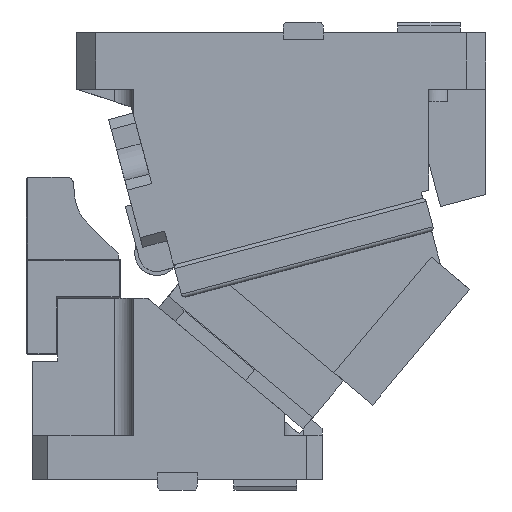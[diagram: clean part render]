
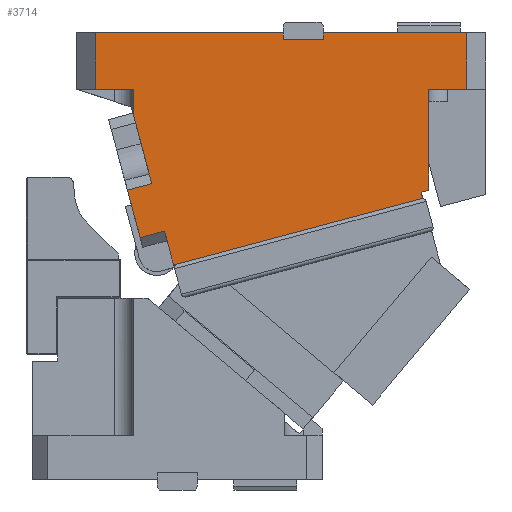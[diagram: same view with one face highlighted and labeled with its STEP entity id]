
A CAD part, front view. The second image highlights one B-rep face of the part: STEP entity #3714.
In plain terms, the highlighted planar face has unit normal (0, -1, 0).
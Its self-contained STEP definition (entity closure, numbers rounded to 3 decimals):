
#1808=CARTESIAN_POINT('Vertex',(310.038,-60.,223.353)) ;
#1811=CARTESIAN_POINT('Line Origine',(307.623,-60.,222.706)) ;
#1815=CARTESIAN_POINT('Vertex',(305.208,-60.,222.059)) ;
#1818=CARTESIAN_POINT('Line Origine',(208.615,-60.,196.177)) ;
#1822=CARTESIAN_POINT('Vertex',(112.023,-60.,170.295)) ;
#1887=CARTESIAN_POINT('Vertex',(308.743,-60.,228.183)) ;
#1890=CARTESIAN_POINT('Line Origine',(309.391,-60.,225.768)) ;
#1911=CARTESIAN_POINT('Vertex',(315.,-60.,229.859)) ;
#1914=CARTESIAN_POINT('Line Origine',(311.872,-60.,229.021)) ;
#1942=CARTESIAN_POINT('Vertex',(315.,-60.,310.)) ;
#1945=CARTESIAN_POINT('Line Origine',(315.,-60.,269.93)) ;
#3269=CARTESIAN_POINT('Vertex',(345.,-60.,310.)) ;
#3272=CARTESIAN_POINT('Line Origine',(330.,-60.,310.)) ;
#3575=CARTESIAN_POINT('Axis2P3D Location',(269.977,-60.,287.156)) ;
#3580=CARTESIAN_POINT('Line Origine',(105.164,-60.,195.892)) ;
#3584=CARTESIAN_POINT('Vertex',(105.552,-60.,194.443)) ;
#3586=CARTESIAN_POINT('Vertex',(104.776,-60.,197.341)) ;
#3589=CARTESIAN_POINT('Line Origine',(108.788,-60.,182.369)) ;
#3594=CARTESIAN_POINT('Line Origine',(345.,-60.,332.5)) ;
#3598=CARTESIAN_POINT('Vertex',(345.,-60.,355.)) ;
#3601=CARTESIAN_POINT('Line Origine',(288.,-60.,355.)) ;
#3605=CARTESIAN_POINT('Vertex',(231.,-60.,355.)) ;
#3608=CARTESIAN_POINT('Line Origine',(231.,-60.,352.25)) ;
#3612=CARTESIAN_POINT('Vertex',(231.,-60.,349.5)) ;
#3615=CARTESIAN_POINT('Line Origine',(215.,-60.,349.5)) ;
#3619=CARTESIAN_POINT('Vertex',(199.,-60.,349.5)) ;
#3622=CARTESIAN_POINT('Line Origine',(199.,-60.,352.25)) ;
#3626=CARTESIAN_POINT('Vertex',(199.,-60.,355.)) ;
#3629=CARTESIAN_POINT('Line Origine',(124.5,-60.,355.)) ;
#3633=CARTESIAN_POINT('Vertex',(50.,-60.,355.)) ;
#3636=CARTESIAN_POINT('Line Origine',(50.,-60.,332.5)) ;
#3640=CARTESIAN_POINT('Vertex',(50.,-60.,310.)) ;
#3643=CARTESIAN_POINT('Line Origine',(65.,-60.,310.)) ;
#3647=CARTESIAN_POINT('Vertex',(80.,-60.,310.)) ;
#3650=CARTESIAN_POINT('Line Origine',(80.,-60.,299.903)) ;
#3654=CARTESIAN_POINT('Vertex',(80.,-60.,289.806)) ;
#3657=CARTESIAN_POINT('Line Origine',(86.306,-60.,266.273)) ;
#3661=CARTESIAN_POINT('Vertex',(92.611,-60.,242.74)) ;
#3664=CARTESIAN_POINT('Line Origine',(93.647,-60.,238.876)) ;
#3668=CARTESIAN_POINT('Vertex',(94.682,-60.,235.012)) ;
#3671=CARTESIAN_POINT('Line Origine',(85.024,-60.,232.424)) ;
#3675=CARTESIAN_POINT('Vertex',(75.365,-60.,229.836)) ;
#3678=CARTESIAN_POINT('Line Origine',(80.412,-60.,211.)) ;
#3682=CARTESIAN_POINT('Vertex',(85.459,-60.,192.165)) ;
#3685=CARTESIAN_POINT('Line Origine',(95.118,-60.,194.753)) ;
#1812=DIRECTION('Vector Direction',(-0.966,0.,-0.259)) ;
#1819=DIRECTION('Vector Direction',(0.966,0.,0.259)) ;
#1891=DIRECTION('Vector Direction',(0.259,0.,-0.966)) ;
#1915=DIRECTION('Vector Direction',(-0.966,0.,-0.259)) ;
#1946=DIRECTION('Vector Direction',(0.,0.,1.)) ;
#3273=DIRECTION('Vector Direction',(1.,0.,0.)) ;
#3576=DIRECTION('Axis2P3D Direction',(0.,-1.,0.)) ;
#3577=DIRECTION('Axis2P3D XDirection',(1.,0.,0.)) ;
#3581=DIRECTION('Vector Direction',(-0.259,0.,0.966)) ;
#3590=DIRECTION('Vector Direction',(-0.259,0.,0.966)) ;
#3595=DIRECTION('Vector Direction',(0.,0.,1.)) ;
#3602=DIRECTION('Vector Direction',(1.,0.,0.)) ;
#3609=DIRECTION('Vector Direction',(0.,0.,1.)) ;
#3616=DIRECTION('Vector Direction',(-1.,0.,0.)) ;
#3623=DIRECTION('Vector Direction',(0.,0.,1.)) ;
#3630=DIRECTION('Vector Direction',(1.,0.,0.)) ;
#3637=DIRECTION('Vector Direction',(0.,0.,-1.)) ;
#3644=DIRECTION('Vector Direction',(-1.,0.,0.)) ;
#3651=DIRECTION('Vector Direction',(0.,0.,1.)) ;
#3658=DIRECTION('Vector Direction',(-0.259,0.,0.966)) ;
#3665=DIRECTION('Vector Direction',(-0.259,0.,0.966)) ;
#3672=DIRECTION('Vector Direction',(-0.966,0.,-0.259)) ;
#3679=DIRECTION('Vector Direction',(0.259,0.,-0.966)) ;
#3686=DIRECTION('Vector Direction',(0.966,0.,0.259)) ;
#3578=AXIS2_PLACEMENT_3D('Plane Axis2P3D',#3575,#3576,#3577) ;
#3691=ORIENTED_EDGE('',*,*,#3588,.F.) ;
#3692=ORIENTED_EDGE('',*,*,#3593,.F.) ;
#3693=ORIENTED_EDGE('',*,*,#1824,.T.) ;
#3694=ORIENTED_EDGE('',*,*,#1817,.F.) ;
#3695=ORIENTED_EDGE('',*,*,#1894,.F.) ;
#3696=ORIENTED_EDGE('',*,*,#1918,.F.) ;
#3697=ORIENTED_EDGE('',*,*,#1949,.T.) ;
#3698=ORIENTED_EDGE('',*,*,#3276,.T.) ;
#3699=ORIENTED_EDGE('',*,*,#3600,.T.) ;
#3700=ORIENTED_EDGE('',*,*,#3607,.F.) ;
#3701=ORIENTED_EDGE('',*,*,#3614,.F.) ;
#3702=ORIENTED_EDGE('',*,*,#3621,.T.) ;
#3703=ORIENTED_EDGE('',*,*,#3628,.T.) ;
#3704=ORIENTED_EDGE('',*,*,#3635,.F.) ;
#3705=ORIENTED_EDGE('',*,*,#3642,.F.) ;
#3706=ORIENTED_EDGE('',*,*,#3649,.F.) ;
#3707=ORIENTED_EDGE('',*,*,#3656,.F.) ;
#3708=ORIENTED_EDGE('',*,*,#3663,.F.) ;
#3709=ORIENTED_EDGE('',*,*,#3670,.F.) ;
#3710=ORIENTED_EDGE('',*,*,#3677,.F.) ;
#3711=ORIENTED_EDGE('',*,*,#3684,.T.) ;
#3712=ORIENTED_EDGE('',*,*,#3689,.F.) ;
#1813=VECTOR('Line Direction',#1812,1.) ;
#1820=VECTOR('Line Direction',#1819,1.) ;
#1892=VECTOR('Line Direction',#1891,1.) ;
#1916=VECTOR('Line Direction',#1915,1.) ;
#1947=VECTOR('Line Direction',#1946,1.) ;
#3274=VECTOR('Line Direction',#3273,1.) ;
#3582=VECTOR('Line Direction',#3581,1.) ;
#3591=VECTOR('Line Direction',#3590,1.) ;
#3596=VECTOR('Line Direction',#3595,1.) ;
#3603=VECTOR('Line Direction',#3602,1.) ;
#3610=VECTOR('Line Direction',#3609,1.) ;
#3617=VECTOR('Line Direction',#3616,1.) ;
#3624=VECTOR('Line Direction',#3623,1.) ;
#3631=VECTOR('Line Direction',#3630,1.) ;
#3638=VECTOR('Line Direction',#3637,1.) ;
#3645=VECTOR('Line Direction',#3644,1.) ;
#3652=VECTOR('Line Direction',#3651,1.) ;
#3659=VECTOR('Line Direction',#3658,1.) ;
#3666=VECTOR('Line Direction',#3665,1.) ;
#3673=VECTOR('Line Direction',#3672,1.) ;
#3680=VECTOR('Line Direction',#3679,1.) ;
#3687=VECTOR('Line Direction',#3686,1.) ;
#3714=ADVANCED_FACE('CAM HOLDER',(#3713),#3579,.T.) ;
#1817=EDGE_CURVE('',#1809,#1816,#1814,.T.) ;
#1824=EDGE_CURVE('',#1823,#1816,#1821,.T.) ;
#1894=EDGE_CURVE('',#1888,#1809,#1893,.T.) ;
#1918=EDGE_CURVE('',#1912,#1888,#1917,.T.) ;
#1949=EDGE_CURVE('',#1912,#1943,#1948,.T.) ;
#3276=EDGE_CURVE('',#1943,#3270,#3275,.T.) ;
#3588=EDGE_CURVE('',#3585,#3587,#3583,.T.) ;
#3593=EDGE_CURVE('',#1823,#3585,#3592,.T.) ;
#3600=EDGE_CURVE('',#3270,#3599,#3597,.T.) ;
#3607=EDGE_CURVE('',#3606,#3599,#3604,.T.) ;
#3614=EDGE_CURVE('',#3613,#3606,#3611,.T.) ;
#3621=EDGE_CURVE('',#3613,#3620,#3618,.T.) ;
#3628=EDGE_CURVE('',#3620,#3627,#3625,.T.) ;
#3635=EDGE_CURVE('',#3634,#3627,#3632,.T.) ;
#3642=EDGE_CURVE('',#3641,#3634,#3639,.F.) ;
#3649=EDGE_CURVE('',#3648,#3641,#3646,.T.) ;
#3656=EDGE_CURVE('',#3655,#3648,#3653,.T.) ;
#3663=EDGE_CURVE('',#3662,#3655,#3660,.T.) ;
#3670=EDGE_CURVE('',#3669,#3662,#3667,.T.) ;
#3677=EDGE_CURVE('',#3676,#3669,#3674,.F.) ;
#3684=EDGE_CURVE('',#3676,#3683,#3681,.T.) ;
#3689=EDGE_CURVE('',#3587,#3683,#3688,.F.) ;
#3690=EDGE_LOOP('',(#3691,#3692,#3693,#3694,#3695,#3696,#3697,#3698,#3699,#3700,#3701,#3702,#3703,#3704,#3705,#3706,#3707,#3708,#3709,#3710,#3711,#3712)) ;
#3713=FACE_OUTER_BOUND('',#3690,.T.) ;
#1814=LINE('Line',#1811,#1813) ;
#1821=LINE('Line',#1818,#1820) ;
#1893=LINE('Line',#1890,#1892) ;
#1917=LINE('Line',#1914,#1916) ;
#1948=LINE('Line',#1945,#1947) ;
#3275=LINE('Line',#3272,#3274) ;
#3583=LINE('Line',#3580,#3582) ;
#3592=LINE('Line',#3589,#3591) ;
#3597=LINE('Line',#3594,#3596) ;
#3604=LINE('Line',#3601,#3603) ;
#3611=LINE('Line',#3608,#3610) ;
#3618=LINE('Line',#3615,#3617) ;
#3625=LINE('Line',#3622,#3624) ;
#3632=LINE('Line',#3629,#3631) ;
#3639=LINE('Line',#3636,#3638) ;
#3646=LINE('Line',#3643,#3645) ;
#3653=LINE('Line',#3650,#3652) ;
#3660=LINE('Line',#3657,#3659) ;
#3667=LINE('Line',#3664,#3666) ;
#3674=LINE('Line',#3671,#3673) ;
#3681=LINE('Line',#3678,#3680) ;
#3688=LINE('Line',#3685,#3687) ;
#3579=PLANE('Plane',#3578) ;
#1809=VERTEX_POINT('',#1808) ;
#1816=VERTEX_POINT('',#1815) ;
#1823=VERTEX_POINT('',#1822) ;
#1888=VERTEX_POINT('',#1887) ;
#1912=VERTEX_POINT('',#1911) ;
#1943=VERTEX_POINT('',#1942) ;
#3270=VERTEX_POINT('',#3269) ;
#3585=VERTEX_POINT('',#3584) ;
#3587=VERTEX_POINT('',#3586) ;
#3599=VERTEX_POINT('',#3598) ;
#3606=VERTEX_POINT('',#3605) ;
#3613=VERTEX_POINT('',#3612) ;
#3620=VERTEX_POINT('',#3619) ;
#3627=VERTEX_POINT('',#3626) ;
#3634=VERTEX_POINT('',#3633) ;
#3641=VERTEX_POINT('',#3640) ;
#3648=VERTEX_POINT('',#3647) ;
#3655=VERTEX_POINT('',#3654) ;
#3662=VERTEX_POINT('',#3661) ;
#3669=VERTEX_POINT('',#3668) ;
#3676=VERTEX_POINT('',#3675) ;
#3683=VERTEX_POINT('',#3682) ;
